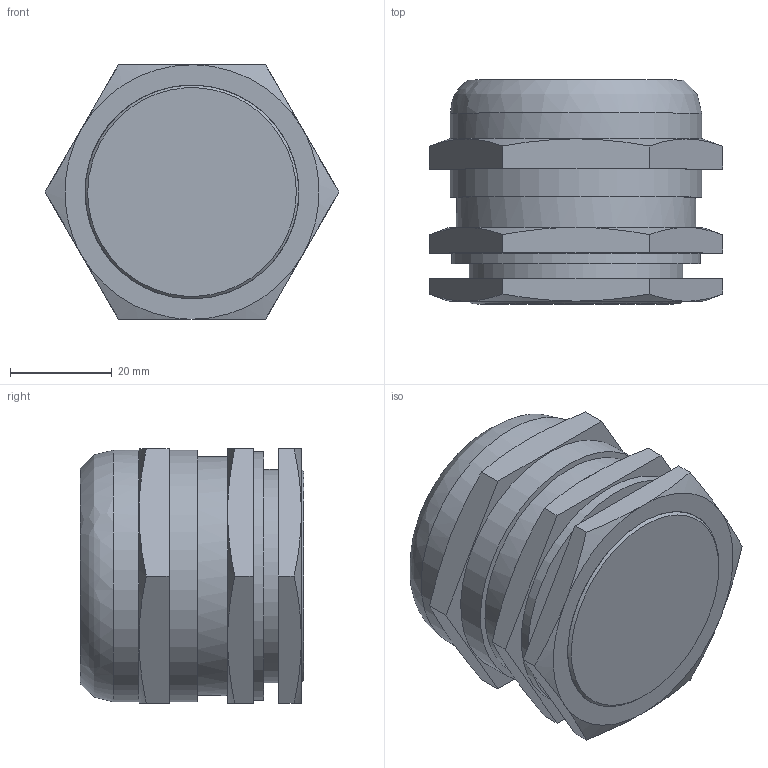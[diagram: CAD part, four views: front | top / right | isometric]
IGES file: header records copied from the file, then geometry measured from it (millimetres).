
Global section: file name: M42(23-34); native system: Autodesk Inventor 2015; preprocessor: unknown; author: Qwa7-112; date: 20160706.094329; units: centimetre
Bounding box: 57.73 x 44 x 50 mm (x, y, z)
Volume: 83544.7 mm3; surface area: 14404.2 mm2
Topology: 1 solids, 1 shells, 52 faces, 120 edges, 79 vertices
Faces by surface type: bspline 52
